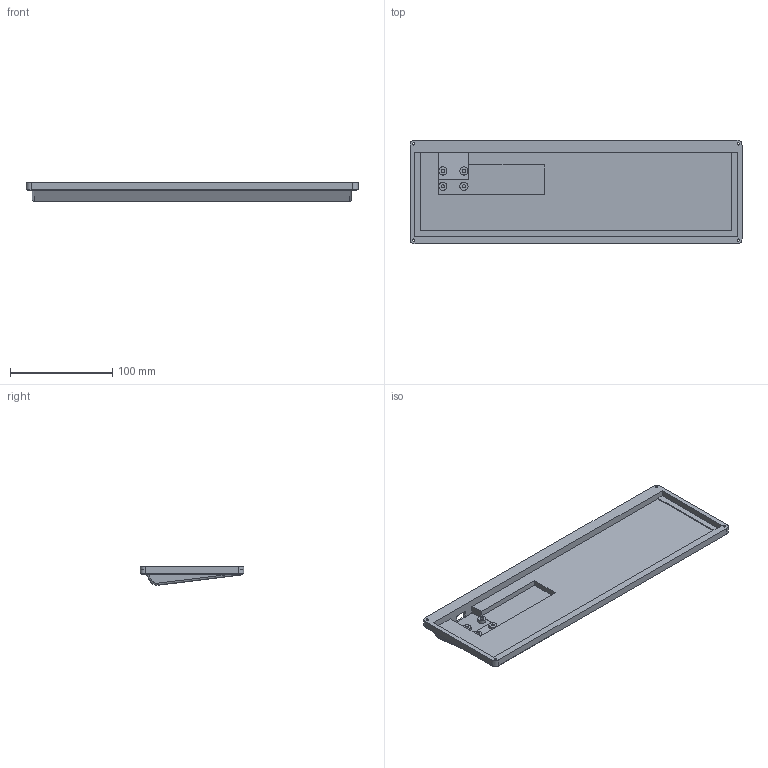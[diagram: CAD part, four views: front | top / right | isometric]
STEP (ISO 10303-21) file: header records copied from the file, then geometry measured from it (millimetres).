
FILE_DESCRIPTION(/* description */ (''),/* implementation_level */ '2;1');
FILE_NAME(/* name */ 'lhm18_case_btm.step',/* time_stamp */ '2020-04-16T19:26:53-07:00',/* author */ (''),/* organization */ (''),/* preprocessor_version */ 'ST-DEVELOPER v18.1',/* originating_system */ 'Autodesk Translation Framework v9.2.0.1227',/* authorisation */ '');
FILE_SCHEMA (('AUTOMOTIVE_DESIGN { 1 0 10303 214 3 1 1 }'));
Length unit declared in the file: millimetre
Products named in the file (1): Case Bottom V2
Bounding box: 325 x 101.41 x 18.18 mm (x, y, z)
Volume: 219986.4 mm3; surface area: 82700.4 mm2
Topology: 1 solids, 3 shells, 89 faces, 202 edges, 130 vertices
Faces by surface type: plane 52, cylinder 27, bspline 8, torus 2
Full cylindrical faces by diameter (mm): 2.25 x4, 3.2 x4, 4.5 x4, 8 x4
Entity records: 2988 total; most frequent: CARTESIAN_POINT 928, DIRECTION 410, ORIENTED_EDGE 404, EDGE_CURVE 202, AXIS2_PLACEMENT_3D 140, LINE 130, VECTOR 130, VERTEX_POINT 130
